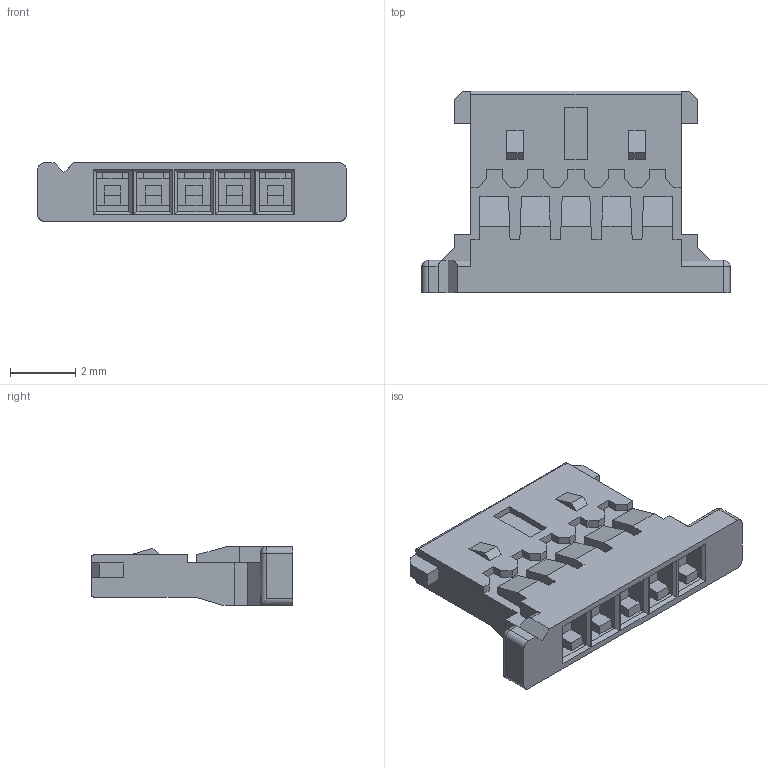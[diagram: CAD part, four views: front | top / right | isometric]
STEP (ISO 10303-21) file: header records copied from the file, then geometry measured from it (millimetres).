
FILE_DESCRIPTION(('FreeCAD Model'),'2;1');
FILE_NAME('SOLID003.step','2016-05-20T05:37:25',( 'Author'),(''),'Open CASCADE STEP processor 6.8','FreeCAD','Unknown' );
FILE_SCHEMA(('AUTOMOTIVE_DESIGN_CC2 { 1 2 10303 214 -1 1 5 4 }'));
Length unit declared in the file: millimetre
Products named in the file (2): ASSEMBLY; SOLID003
Assembly tree (1 placements, depth 2):
  ASSEMBLY
    SOLID003
Bounding box: 9.47 x 6.2 x 1.8 mm (x, y, z)
Volume: 60.7 mm3; surface area: 175.9 mm2
Topology: 1 solids, 1 shells, 298 faces, 781 edges, 498 vertices
Faces by surface type: plane 285, cylinder 11, sphere 2
Entity records: 20311 total; most frequent: CARTESIAN_POINT 4475, DIRECTION 2903, LINE 2261, VECTOR 2261, ORIENTED_EDGE 1562, PCURVE 1562, DEFINITIONAL_REPRESENTATION 1562, EDGE_CURVE 781
